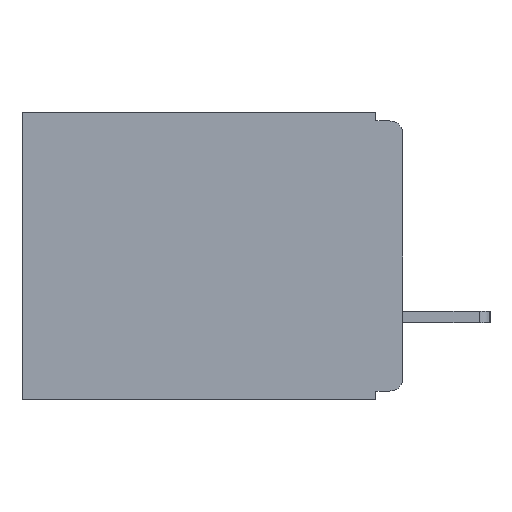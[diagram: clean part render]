
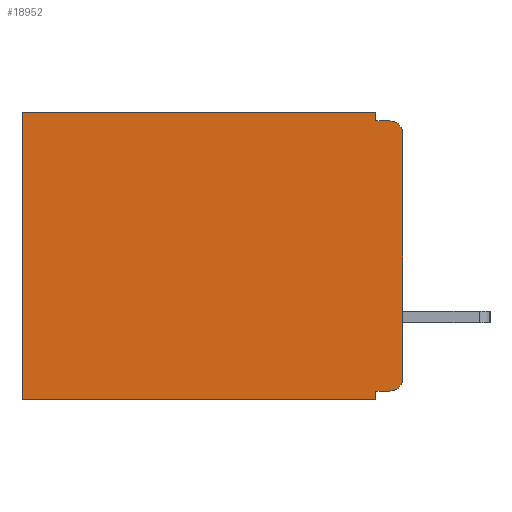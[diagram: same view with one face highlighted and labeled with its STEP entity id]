
A CAD part, left-side view. The second image highlights one B-rep face of the part: STEP entity #18952.
In plain terms, the highlighted planar face has unit normal (-1, 0, 0).
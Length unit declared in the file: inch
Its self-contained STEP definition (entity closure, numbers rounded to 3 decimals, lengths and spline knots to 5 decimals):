
#92 = VECTOR ( 'NONE', #8314, 39.37008 ) ;
#801 = DIRECTION ( 'NONE',  ( 0., 0., -1. ) ) ;
#1043 = FACE_OUTER_BOUND ( 'NONE', #1441, .T. ) ;
#1162 = LINE ( 'NONE', #16742, #14905 ) ;
#1441 = EDGE_LOOP ( 'NONE', ( #13017, #11142, #20312, #1661, #11907, #6530, #14805, #4600, #11355, #5422 ) ) ;
#1661 = ORIENTED_EDGE ( 'NONE', *, *, #9181, .F. ) ;
#1826 = VECTOR ( 'NONE', #7703, 39.37008 ) ;
#1842 = CARTESIAN_POINT ( 'NONE',  ( 0.3, 0.015, -0.025 ) ) ;
#2108 = PLANE ( 'NONE',  #21783 ) ;
#2773 = VERTEX_POINT ( 'NONE', #17197 ) ;
#2810 = VERTEX_POINT ( 'NONE', #6595 ) ;
#2995 = VERTEX_POINT ( 'NONE', #17297 ) ;
#3560 = DIRECTION ( 'NONE',  ( 0., 0., -1. ) ) ;
#3844 = CARTESIAN_POINT ( 'NONE',  ( 0.3, 0., -0.33 ) ) ;
#4600 = ORIENTED_EDGE ( 'NONE', *, *, #5704, .F. ) ;
#4664 = LINE ( 'NONE', #4830, #92 ) ;
#4830 = CARTESIAN_POINT ( 'NONE',  ( 0.3, 0., -0.33 ) ) ;
#4850 = CARTESIAN_POINT ( 'NONE',  ( 0.3, 0.031, -0.01 ) ) ;
#5284 = DIRECTION ( 'NONE',  ( 0., 0., -1. ) ) ;
#5391 = DIRECTION ( 'NONE',  ( 0., 0., -1. ) ) ;
#5422 = ORIENTED_EDGE ( 'NONE', *, *, #16458, .T. ) ;
#5601 = DIRECTION ( 'NONE',  ( 0., 0., -1. ) ) ;
#5704 = EDGE_CURVE ( 'NONE', #2773, #2810, #15551, .T. ) ;
#6284 = LINE ( 'NONE', #13193, #14336 ) ;
#6316 = AXIS2_PLACEMENT_3D ( 'NONE', #18439, #8265, #20100 ) ;
#6519 = DIRECTION ( 'NONE',  ( 0., 1., 0. ) ) ;
#6530 = ORIENTED_EDGE ( 'NONE', *, *, #13366, .T. ) ;
#6595 = CARTESIAN_POINT ( 'NONE',  ( 0.3, 0.031, -0.33 ) ) ;
#7051 = LINE ( 'NONE', #20661, #19536 ) ;
#7703 = DIRECTION ( 'NONE',  ( 0., 0., -1. ) ) ;
#8070 = CARTESIAN_POINT ( 'NONE',  ( 0.3, 0.437, -0.33 ) ) ;
#8154 = CARTESIAN_POINT ( 'NONE',  ( 0.3, 0., -0.025 ) ) ;
#8265 = DIRECTION ( 'NONE',  ( -1., 0., 0. ) ) ;
#8314 = DIRECTION ( 'NONE',  ( 0., 1., 0. ) ) ;
#8404 = EDGE_CURVE ( 'NONE', #2810, #10945, #4664, .T. ) ;
#9181 = EDGE_CURVE ( 'NONE', #16345, #19951, #20310, .T. ) ;
#9648 = CARTESIAN_POINT ( 'NONE',  ( 0.3, 0.031, 0. ) ) ;
#10413 = CARTESIAN_POINT ( 'NONE',  ( 0.3, 0.031, 0. ) ) ;
#10903 = CARTESIAN_POINT ( 'NONE',  ( 0.3, 0., -0.32 ) ) ;
#10945 = VERTEX_POINT ( 'NONE', #8070 ) ;
#11142 = ORIENTED_EDGE ( 'NONE', *, *, #18321, .T. ) ;
#11344 = CARTESIAN_POINT ( 'NONE',  ( 0.3, 0.015, -0.01 ) ) ;
#11355 = ORIENTED_EDGE ( 'NONE', *, *, #18489, .F. ) ;
#11400 = AXIS2_PLACEMENT_3D ( 'NONE', #1842, #13896, #3560 ) ;
#11460 = EDGE_CURVE ( 'NONE', #13757, #12950, #11606, .T. ) ;
#11606 = LINE ( 'NONE', #16273, #20516 ) ;
#11907 = ORIENTED_EDGE ( 'NONE', *, *, #12277, .T. ) ;
#12068 = CARTESIAN_POINT ( 'NONE',  ( 0.3, 0., -0.305 ) ) ;
#12277 = EDGE_CURVE ( 'NONE', #16345, #20976, #1162, .T. ) ;
#12732 = EDGE_CURVE ( 'NONE', #19951, #13663, #6284, .T. ) ;
#12950 = VERTEX_POINT ( 'NONE', #12068 ) ;
#13017 = ORIENTED_EDGE ( 'NONE', *, *, #11460, .F. ) ;
#13193 = CARTESIAN_POINT ( 'NONE',  ( 0.3, 0., -0.01 ) ) ;
#13366 = EDGE_CURVE ( 'NONE', #20976, #10945, #7051, .T. ) ;
#13663 = VERTEX_POINT ( 'NONE', #11344 ) ;
#13757 = VERTEX_POINT ( 'NONE', #8154 ) ;
#13896 = DIRECTION ( 'NONE',  ( -1., 0., 0. ) ) ;
#14336 = VECTOR ( 'NONE', #14914, 39.37008 ) ;
#14537 = CIRCLE ( 'NONE', #11400, 0.015 ) ;
#14805 = ORIENTED_EDGE ( 'NONE', *, *, #8404, .F. ) ;
#14905 = VECTOR ( 'NONE', #6519, 39.37008 ) ;
#14914 = DIRECTION ( 'NONE',  ( 0., -1., 0. ) ) ;
#15325 = VECTOR ( 'NONE', #16040, 39.37008 ) ;
#15551 = LINE ( 'NONE', #16289, #1826 ) ;
#15870 = DIRECTION ( 'NONE',  ( 1., 0., 0. ) ) ;
#15914 = VECTOR ( 'NONE', #5284, 39.37008 ) ;
#16040 = DIRECTION ( 'NONE',  ( 0., 1., 0. ) ) ;
#16273 = CARTESIAN_POINT ( 'NONE',  ( 0.3, 0., -0.33 ) ) ;
#16289 = CARTESIAN_POINT ( 'NONE',  ( 0.3, 0.031, -0.33 ) ) ;
#16290 = CARTESIAN_POINT ( 'NONE',  ( 0.3, 0.437, 0. ) ) ;
#16345 = VERTEX_POINT ( 'NONE', #9648 ) ;
#16458 = EDGE_CURVE ( 'NONE', #2995, #12950, #21996, .T. ) ;
#16742 = CARTESIAN_POINT ( 'NONE',  ( 0.3, 0., 0. ) ) ;
#17197 = CARTESIAN_POINT ( 'NONE',  ( 0.3, 0.031, -0.32 ) ) ;
#17297 = CARTESIAN_POINT ( 'NONE',  ( 0.3, 0.015, -0.32 ) ) ;
#18321 = EDGE_CURVE ( 'NONE', #13757, #13663, #14537, .T. ) ;
#18439 = CARTESIAN_POINT ( 'NONE',  ( 0.3, 0.015, -0.305 ) ) ;
#18489 = EDGE_CURVE ( 'NONE', #2995, #2773, #19735, .T. ) ;
#18952 = ADVANCED_FACE ( 'NONE', ( #1043 ), #2108, .F. ) ;
#19536 = VECTOR ( 'NONE', #5391, 39.37008 ) ;
#19735 = LINE ( 'NONE', #10903, #15325 ) ;
#19951 = VERTEX_POINT ( 'NONE', #4850 ) ;
#20100 = DIRECTION ( 'NONE',  ( 0., 0., -1. ) ) ;
#20310 = LINE ( 'NONE', #10413, #15914 ) ;
#20312 = ORIENTED_EDGE ( 'NONE', *, *, #12732, .F. ) ;
#20516 = VECTOR ( 'NONE', #801, 39.37008 ) ;
#20661 = CARTESIAN_POINT ( 'NONE',  ( 0.3, 0.437, -0.33 ) ) ;
#20976 = VERTEX_POINT ( 'NONE', #16290 ) ;
#21783 = AXIS2_PLACEMENT_3D ( 'NONE', #3844, #15870, #5601 ) ;
#21996 = CIRCLE ( 'NONE', #6316, 0.015 ) ;
